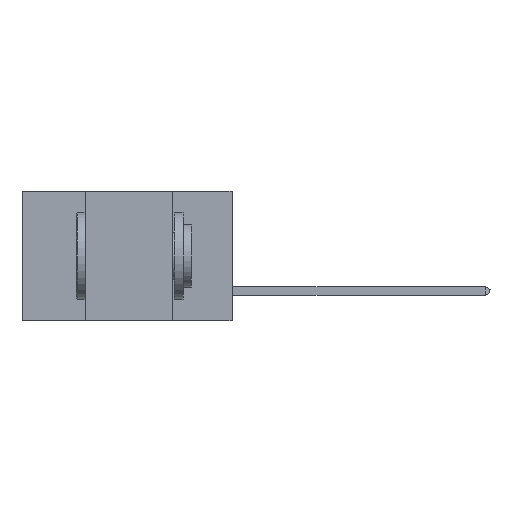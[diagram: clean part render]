
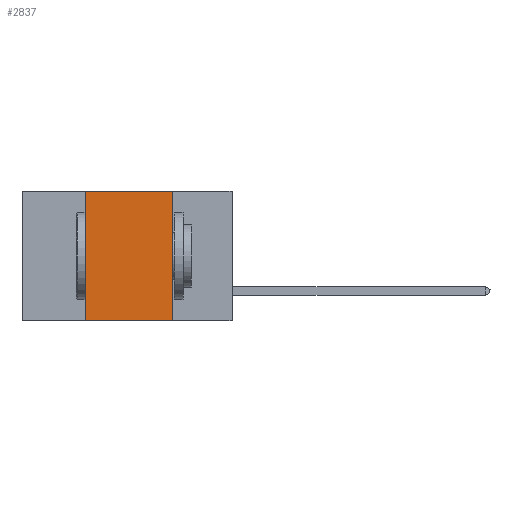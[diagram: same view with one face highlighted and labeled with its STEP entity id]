
A CAD part, left-side view. The second image highlights one B-rep face of the part: STEP entity #2837.
In plain terms, the highlighted planar face has unit normal (-1, 0, 0).
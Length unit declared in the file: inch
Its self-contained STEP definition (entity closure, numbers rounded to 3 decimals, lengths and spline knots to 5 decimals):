
#424 = CARTESIAN_POINT ( 'NONE',  ( 0., 0.42, -0.37 ) ) ;
#827 = DIRECTION ( 'NONE',  ( 0., 0., 1. ) ) ;
#847 = AXIS2_PLACEMENT_3D ( 'NONE', #12995, #14220, #14407 ) ;
#1765 = VERTEX_POINT ( 'NONE', #13250 ) ;
#1872 = EDGE_CURVE ( 'NONE', #13542, #17264, #5326, .T. ) ;
#1947 = LINE ( 'NONE', #17533, #8944 ) ;
#2249 = ORIENTED_EDGE ( 'NONE', *, *, #12996, .F. ) ;
#2837 = ADVANCED_FACE ( 'NONE', ( #12678 ), #11607, .F. ) ;
#3458 = DIRECTION ( 'NONE',  ( 0., -1., 0. ) ) ;
#4443 = VECTOR ( 'NONE', #827, 39.37008 ) ;
#4543 = CARTESIAN_POINT ( 'NONE',  ( 0., 0.17, 0. ) ) ;
#5326 = LINE ( 'NONE', #6364, #4443 ) ;
#6364 = CARTESIAN_POINT ( 'NONE',  ( 0., 0.42, 0. ) ) ;
#6766 = ORIENTED_EDGE ( 'NONE', *, *, #8055, .F. ) ;
#6803 = ORIENTED_EDGE ( 'NONE', *, *, #13114, .T. ) ;
#8055 = EDGE_CURVE ( 'NONE', #17264, #1765, #1947, .T. ) ;
#8804 = DIRECTION ( 'NONE',  ( 0., 0., -1. ) ) ;
#8944 = VECTOR ( 'NONE', #13265, 39.37008 ) ;
#10547 = CARTESIAN_POINT ( 'NONE',  ( 0., 0.6, -0.37 ) ) ;
#11607 = PLANE ( 'NONE',  #847 ) ;
#12603 = EDGE_LOOP ( 'NONE', ( #2249, #6766, #13150, #6803 ) ) ;
#12678 = FACE_OUTER_BOUND ( 'NONE', #12603, .T. ) ;
#12684 = LINE ( 'NONE', #4543, #13132 ) ;
#12881 = LINE ( 'NONE', #10547, #16855 ) ;
#12995 = CARTESIAN_POINT ( 'NONE',  ( 0., 0.6, 0. ) ) ;
#12996 = EDGE_CURVE ( 'NONE', #1765, #17657, #12684, .T. ) ;
#13114 = EDGE_CURVE ( 'NONE', #13542, #17657, #12881, .T. ) ;
#13132 = VECTOR ( 'NONE', #8804, 39.37008 ) ;
#13150 = ORIENTED_EDGE ( 'NONE', *, *, #1872, .F. ) ;
#13250 = CARTESIAN_POINT ( 'NONE',  ( 0., 0.17, 0. ) ) ;
#13265 = DIRECTION ( 'NONE',  ( 0., -1., 0. ) ) ;
#13281 = CARTESIAN_POINT ( 'NONE',  ( 0., 0.17, -0.37 ) ) ;
#13542 = VERTEX_POINT ( 'NONE', #424 ) ;
#14067 = CARTESIAN_POINT ( 'NONE',  ( 0., 0.42, 0. ) ) ;
#14220 = DIRECTION ( 'NONE',  ( 1., 0., 0. ) ) ;
#14407 = DIRECTION ( 'NONE',  ( 0., 0., -1. ) ) ;
#16855 = VECTOR ( 'NONE', #3458, 39.37008 ) ;
#17264 = VERTEX_POINT ( 'NONE', #14067 ) ;
#17533 = CARTESIAN_POINT ( 'NONE',  ( 0., 0.6, 0. ) ) ;
#17657 = VERTEX_POINT ( 'NONE', #13281 ) ;
